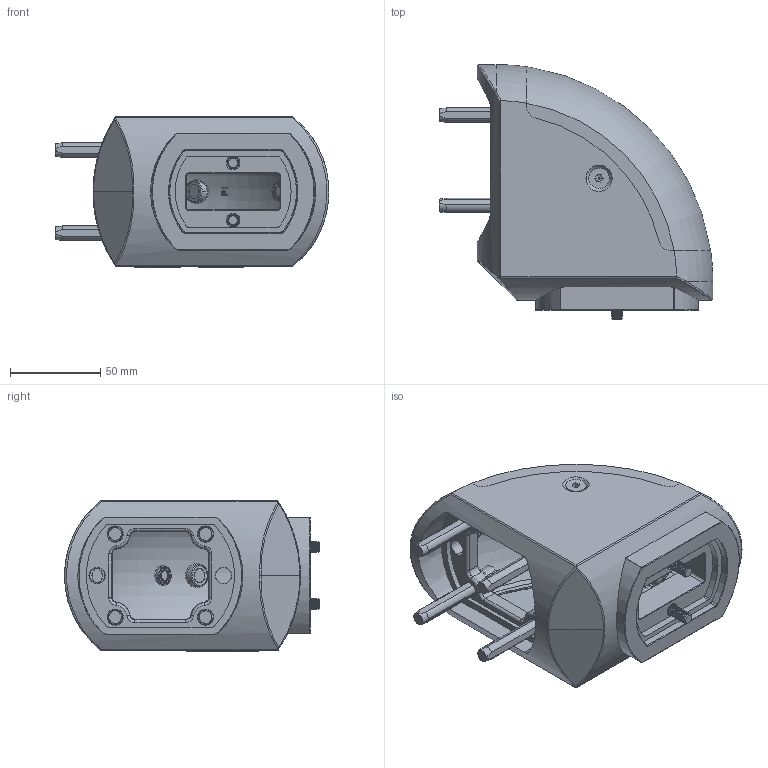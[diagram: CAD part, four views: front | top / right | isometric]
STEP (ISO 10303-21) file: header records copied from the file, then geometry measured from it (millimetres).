
FILE_DESCRIPTION (( 'STEP AP214' ), '1' );
FILE_NAME ('49477144.STEP', '2016-09-14T06:15:51', ( '' ), ( '' ), 'SwSTEP 2.0', 'SolidWorks 2015', '' );
FILE_SCHEMA (( 'AUTOMOTIVE_DESIGN' ));
Length unit declared in the file: millimetre
Products named in the file (16): 93249; 83019; 95443; 92142; 92446; 82402; 93407; 12807; 12806; 49477144; 93707_detallierte Darstellung; 52310; 92447; 93152; 82398; 82983
Assembly tree (34 placements, depth 3):
  49477144
    12806
    12807
    93407  x2
    82402
    92446
    92142
    95443
    83019  x4
    93249  x4
    82983
    52310
      82398  x2
      93152  x4
      83019  x8
    93707_detallierte Darstellung  x2
  92447
Bounding box: 151.3 x 141 x 83.42 mm (x, y, z)
Volume: 464726.1 mm3; surface area: 155372.7 mm2
Topology: 33 solids, 33 shells, 2217 faces, 5531 edges, 3496 vertices
Faces by surface type: plane 827, cylinder 614, bspline 348, cone 346, torus 74, sphere 8
Entity records: 71810 total; most frequent: CARTESIAN_POINT 28322, ORIENTED_EDGE 8872, DIRECTION 7731, EDGE_CURVE 4436, VERTEX_POINT 2842, AXIS2_PLACEMENT_3D 2760, VECTOR 2211, LINE 2211
